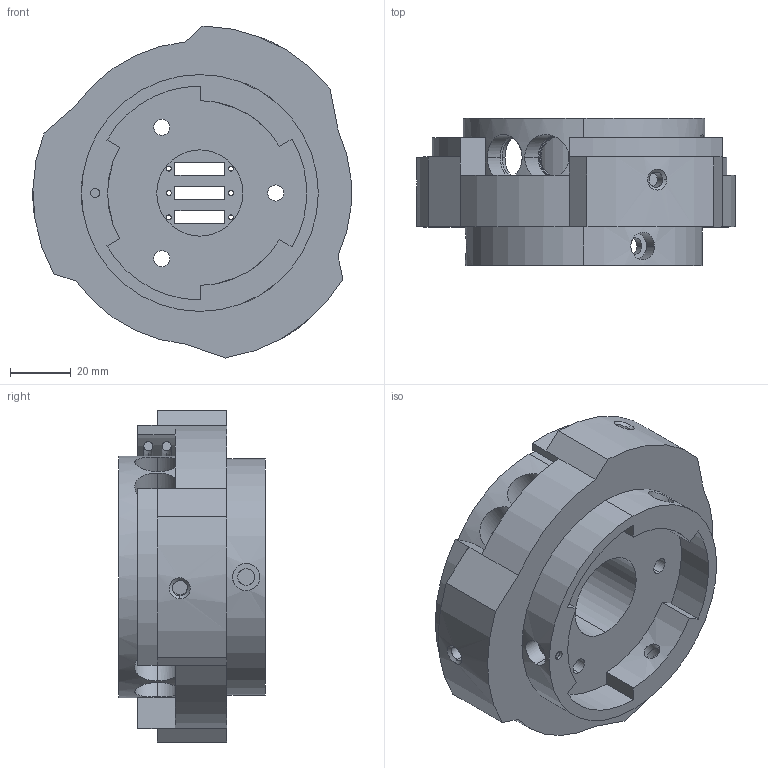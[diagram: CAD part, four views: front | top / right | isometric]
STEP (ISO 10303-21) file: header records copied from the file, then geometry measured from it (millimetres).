
FILE_DESCRIPTION (( 'STEP AP203' ), '1' );
FILE_NAME ('BT-0001.STEP', '2025-03-30T19:21:13', ( '' ), ( '' ), 'SwSTEP 2.0', 'SolidWorks 2023', '' );
FILE_SCHEMA (( 'CONFIG_CONTROL_DESIGN' ));
Length unit declared in the file: millimetre
Products named in the file (1): BT-0001
Bounding box: 104.82 x 48.4 x 109.32 mm (x, y, z)
Volume: 191929 mm3; surface area: 58731.5 mm2
Topology: 1 solids, 1 shells, 264 faces, 686 edges, 442 vertices
Faces by surface type: cylinder 116, plane 88, bspline 30, torus 18, cone 12
Entity records: 25391 total; most frequent: CARTESIAN_POINT 18891, ORIENTED_EDGE 1372, DIRECTION 1274, EDGE_CURVE 686, AXIS2_PLACEMENT_3D 491, VERTEX_POINT 442, EDGE_LOOP 324, LINE 292
